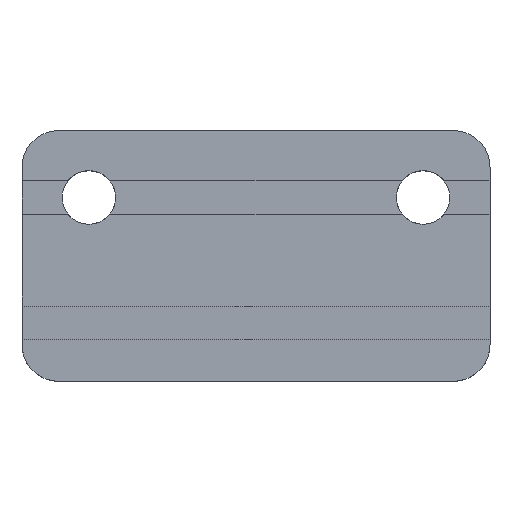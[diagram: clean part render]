
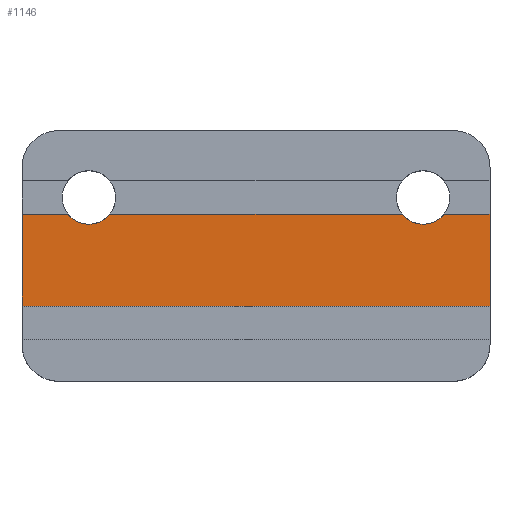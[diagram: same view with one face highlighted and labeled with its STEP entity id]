
A CAD part, top view. The second image highlights one B-rep face of the part: STEP entity #1146.
In plain terms, the highlighted planar face has unit normal (0, 0, 1).
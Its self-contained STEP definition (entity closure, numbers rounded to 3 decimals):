
#32 = PLANE('',#33);
#33 = AXIS2_PLACEMENT_3D('',#34,#35,#36);
#34 = CARTESIAN_POINT('',(-14.,-7.5,0.));
#35 = DIRECTION('',(1.,0.,0.));
#36 = DIRECTION('',(0.,0.,1.));
#221 = VERTEX_POINT('',#222);
#222 = CARTESIAN_POINT('',(-14.,2.5,3.));
#235 = PLANE('',#236);
#236 = AXIS2_PLACEMENT_3D('',#237,#238,#239);
#237 = CARTESIAN_POINT('',(-15.,2.5,2.));
#238 = DIRECTION('',(0.,1.,0.));
#239 = DIRECTION('',(0.,0.,1.));
#246 = EDGE_CURVE('',#247,#221,#249,.T.);
#247 = VERTEX_POINT('',#248);
#248 = CARTESIAN_POINT('',(-14.,-3.,3.));
#249 = SURFACE_CURVE('',#250,(#254,#261),.PCURVE_S1.);
#250 = LINE('',#251,#252);
#251 = CARTESIAN_POINT('',(-14.,-7.5,3.));
#252 = VECTOR('',#253,1.);
#253 = DIRECTION('',(0.,1.,0.));
#254 = PCURVE('',#32,#255);
#255 = DEFINITIONAL_REPRESENTATION('',(#256),#260);
#256 = LINE('',#257,#258);
#257 = CARTESIAN_POINT('',(3.,0.));
#258 = VECTOR('',#259,1.);
#259 = DIRECTION('',(0.,-1.));
#260 = ( GEOMETRIC_REPRESENTATION_CONTEXT(2) 
PARAMETRIC_REPRESENTATION_CONTEXT() REPRESENTATION_CONTEXT('2D SPACE',''
  ) );
#261 = PCURVE('',#262,#267);
#262 = PLANE('',#263);
#263 = AXIS2_PLACEMENT_3D('',#264,#265,#266);
#264 = CARTESIAN_POINT('',(-14.,-7.5,3.));
#265 = DIRECTION('',(0.,0.,1.));
#266 = DIRECTION('',(1.,0.,0.));
#267 = DEFINITIONAL_REPRESENTATION('',(#268),#272);
#268 = LINE('',#269,#270);
#269 = CARTESIAN_POINT('',(0.,0.));
#270 = VECTOR('',#271,1.);
#271 = DIRECTION('',(0.,1.));
#272 = ( GEOMETRIC_REPRESENTATION_CONTEXT(2) 
PARAMETRIC_REPRESENTATION_CONTEXT() REPRESENTATION_CONTEXT('2D SPACE',''
  ) );
#289 = PLANE('',#290);
#290 = AXIS2_PLACEMENT_3D('',#291,#292,#293);
#291 = CARTESIAN_POINT('',(-15.,-3.,2.));
#292 = DIRECTION('',(0.,1.,0.));
#293 = DIRECTION('',(0.,0.,1.));
#451 = PLANE('',#452);
#452 = AXIS2_PLACEMENT_3D('',#453,#454,#455);
#453 = CARTESIAN_POINT('',(14.,-7.5,0.));
#454 = DIRECTION('',(1.,0.,0.));
#455 = DIRECTION('',(0.,0.,1.));
#760 = CYLINDRICAL_SURFACE('',#761,1.6);
#761 = AXIS2_PLACEMENT_3D('',#762,#763,#764);
#762 = CARTESIAN_POINT('',(-10.,3.5,-1.));
#763 = DIRECTION('',(0.,0.,1.));
#764 = DIRECTION('',(1.,0.,0.));
#791 = CYLINDRICAL_SURFACE('',#792,1.6);
#792 = AXIS2_PLACEMENT_3D('',#793,#794,#795);
#793 = CARTESIAN_POINT('',(10.,3.5,-1.));
#794 = DIRECTION('',(0.,0.,1.));
#795 = DIRECTION('',(1.,0.,0.));
#909 = EDGE_CURVE('',#910,#247,#912,.T.);
#910 = VERTEX_POINT('',#911);
#911 = CARTESIAN_POINT('',(14.,-3.,3.));
#912 = SURFACE_CURVE('',#913,(#917,#923),.PCURVE_S1.);
#913 = LINE('',#914,#915);
#914 = CARTESIAN_POINT('',(-14.5,-3.,3.));
#915 = VECTOR('',#916,1.);
#916 = DIRECTION('',(-1.,0.,0.));
#917 = PCURVE('',#289,#918);
#918 = DEFINITIONAL_REPRESENTATION('',(#919),#922);
#919 = B_SPLINE_CURVE_WITH_KNOTS('',1,(#920,#921),.UNSPECIFIED.,.F.,.F.,
  (2,2),(-31.3,2.3),.PIECEWISE_BEZIER_KNOTS.);
#920 = CARTESIAN_POINT('',(1.,31.8));
#921 = CARTESIAN_POINT('',(1.,-1.8));
#922 = ( GEOMETRIC_REPRESENTATION_CONTEXT(2) 
PARAMETRIC_REPRESENTATION_CONTEXT() REPRESENTATION_CONTEXT('2D SPACE',''
  ) );
#923 = PCURVE('',#262,#924);
#924 = DEFINITIONAL_REPRESENTATION('',(#925),#928);
#925 = B_SPLINE_CURVE_WITH_KNOTS('',1,(#926,#927),.UNSPECIFIED.,.F.,.F.,
  (2,2),(-31.3,2.3),.PIECEWISE_BEZIER_KNOTS.);
#926 = CARTESIAN_POINT('',(30.8,4.5));
#927 = CARTESIAN_POINT('',(-2.8,4.5));
#928 = ( GEOMETRIC_REPRESENTATION_CONTEXT(2) 
PARAMETRIC_REPRESENTATION_CONTEXT() REPRESENTATION_CONTEXT('2D SPACE',''
  ) );
#1146 = ADVANCED_FACE('',(#1147),#262,.T.);
#1147 = FACE_BOUND('',#1148,.T.);
#1148 = EDGE_LOOP('',(#1149,#1150,#1151,#1174,#1200,#1224,#1250,#1274));
#1149 = ORIENTED_EDGE('',*,*,#246,.F.);
#1150 = ORIENTED_EDGE('',*,*,#909,.F.);
#1151 = ORIENTED_EDGE('',*,*,#1152,.T.);
#1152 = EDGE_CURVE('',#910,#1153,#1155,.T.);
#1153 = VERTEX_POINT('',#1154);
#1154 = CARTESIAN_POINT('',(14.,2.5,3.));
#1155 = SURFACE_CURVE('',#1156,(#1160,#1167),.PCURVE_S1.);
#1156 = LINE('',#1157,#1158);
#1157 = CARTESIAN_POINT('',(14.,-7.5,3.));
#1158 = VECTOR('',#1159,1.);
#1159 = DIRECTION('',(0.,1.,0.));
#1160 = PCURVE('',#262,#1161);
#1161 = DEFINITIONAL_REPRESENTATION('',(#1162),#1166);
#1162 = LINE('',#1163,#1164);
#1163 = CARTESIAN_POINT('',(28.,0.));
#1164 = VECTOR('',#1165,1.);
#1165 = DIRECTION('',(0.,1.));
#1166 = ( GEOMETRIC_REPRESENTATION_CONTEXT(2) 
PARAMETRIC_REPRESENTATION_CONTEXT() REPRESENTATION_CONTEXT('2D SPACE',''
  ) );
#1167 = PCURVE('',#451,#1168);
#1168 = DEFINITIONAL_REPRESENTATION('',(#1169),#1173);
#1169 = LINE('',#1170,#1171);
#1170 = CARTESIAN_POINT('',(3.,0.));
#1171 = VECTOR('',#1172,1.);
#1172 = DIRECTION('',(0.,-1.));
#1173 = ( GEOMETRIC_REPRESENTATION_CONTEXT(2) 
PARAMETRIC_REPRESENTATION_CONTEXT() REPRESENTATION_CONTEXT('2D SPACE',''
  ) );
#1174 = ORIENTED_EDGE('',*,*,#1175,.T.);
#1175 = EDGE_CURVE('',#1153,#1176,#1178,.T.);
#1176 = VERTEX_POINT('',#1177);
#1177 = CARTESIAN_POINT('',(11.249,2.5,3.));
#1178 = SURFACE_CURVE('',#1179,(#1183,#1189),.PCURVE_S1.);
#1179 = LINE('',#1180,#1181);
#1180 = CARTESIAN_POINT('',(-14.5,2.5,3.));
#1181 = VECTOR('',#1182,1.);
#1182 = DIRECTION('',(-1.,0.,0.));
#1183 = PCURVE('',#262,#1184);
#1184 = DEFINITIONAL_REPRESENTATION('',(#1185),#1188);
#1185 = B_SPLINE_CURVE_WITH_KNOTS('',1,(#1186,#1187),.UNSPECIFIED.,.F.,
  .F.,(2,2),(-29.875,-25.374),.PIECEWISE_BEZIER_KNOTS.);
#1186 = CARTESIAN_POINT('',(29.375,10.));
#1187 = CARTESIAN_POINT('',(24.874,10.));
#1188 = ( GEOMETRIC_REPRESENTATION_CONTEXT(2) 
PARAMETRIC_REPRESENTATION_CONTEXT() REPRESENTATION_CONTEXT('2D SPACE',''
  ) );
#1189 = PCURVE('',#1190,#1195);
#1190 = PLANE('',#1191);
#1191 = AXIS2_PLACEMENT_3D('',#1192,#1193,#1194);
#1192 = CARTESIAN_POINT('',(-15.,2.5,2.));
#1193 = DIRECTION('',(0.,1.,0.));
#1194 = DIRECTION('',(0.,0.,1.));
#1195 = DEFINITIONAL_REPRESENTATION('',(#1196),#1199);
#1196 = B_SPLINE_CURVE_WITH_KNOTS('',1,(#1197,#1198),.UNSPECIFIED.,.F.,
  .F.,(2,2),(-29.875,-25.374),.PIECEWISE_BEZIER_KNOTS.);
#1197 = CARTESIAN_POINT('',(1.,30.375));
#1198 = CARTESIAN_POINT('',(1.,25.874));
#1199 = ( GEOMETRIC_REPRESENTATION_CONTEXT(2) 
PARAMETRIC_REPRESENTATION_CONTEXT() REPRESENTATION_CONTEXT('2D SPACE',''
  ) );
#1200 = ORIENTED_EDGE('',*,*,#1201,.F.);
#1201 = EDGE_CURVE('',#1202,#1176,#1204,.T.);
#1202 = VERTEX_POINT('',#1203);
#1203 = CARTESIAN_POINT('',(8.751,2.5,3.));
#1204 = SURFACE_CURVE('',#1205,(#1210,#1217),.PCURVE_S1.);
#1205 = CIRCLE('',#1206,1.6);
#1206 = AXIS2_PLACEMENT_3D('',#1207,#1208,#1209);
#1207 = CARTESIAN_POINT('',(10.,3.5,3.));
#1208 = DIRECTION('',(0.,0.,1.));
#1209 = DIRECTION('',(1.,0.,0.));
#1210 = PCURVE('',#262,#1211);
#1211 = DEFINITIONAL_REPRESENTATION('',(#1212),#1216);
#1212 = CIRCLE('',#1213,1.6);
#1213 = AXIS2_PLACEMENT_2D('',#1214,#1215);
#1214 = CARTESIAN_POINT('',(24.,11.));
#1215 = DIRECTION('',(1.,0.));
#1216 = ( GEOMETRIC_REPRESENTATION_CONTEXT(2) 
PARAMETRIC_REPRESENTATION_CONTEXT() REPRESENTATION_CONTEXT('2D SPACE',''
  ) );
#1217 = PCURVE('',#791,#1218);
#1218 = DEFINITIONAL_REPRESENTATION('',(#1219),#1223);
#1219 = LINE('',#1220,#1221);
#1220 = CARTESIAN_POINT('',(0.,4.));
#1221 = VECTOR('',#1222,1.);
#1222 = DIRECTION('',(1.,0.));
#1223 = ( GEOMETRIC_REPRESENTATION_CONTEXT(2) 
PARAMETRIC_REPRESENTATION_CONTEXT() REPRESENTATION_CONTEXT('2D SPACE',''
  ) );
#1224 = ORIENTED_EDGE('',*,*,#1225,.T.);
#1225 = EDGE_CURVE('',#1202,#1226,#1228,.T.);
#1226 = VERTEX_POINT('',#1227);
#1227 = CARTESIAN_POINT('',(-8.751,2.5,3.));
#1228 = SURFACE_CURVE('',#1229,(#1233,#1239),.PCURVE_S1.);
#1229 = LINE('',#1230,#1231);
#1230 = CARTESIAN_POINT('',(-14.5,2.5,3.));
#1231 = VECTOR('',#1232,1.);
#1232 = DIRECTION('',(-1.,0.,0.));
#1233 = PCURVE('',#262,#1234);
#1234 = DEFINITIONAL_REPRESENTATION('',(#1235),#1238);
#1235 = B_SPLINE_CURVE_WITH_KNOTS('',1,(#1236,#1237),.UNSPECIFIED.,.F.,
  .F.,(2,2),(-25.001,-3.999),.PIECEWISE_BEZIER_KNOTS.);
#1236 = CARTESIAN_POINT('',(24.501,10.));
#1237 = CARTESIAN_POINT('',(3.499,10.));
#1238 = ( GEOMETRIC_REPRESENTATION_CONTEXT(2) 
PARAMETRIC_REPRESENTATION_CONTEXT() REPRESENTATION_CONTEXT('2D SPACE',''
  ) );
#1239 = PCURVE('',#1240,#1245);
#1240 = PLANE('',#1241);
#1241 = AXIS2_PLACEMENT_3D('',#1242,#1243,#1244);
#1242 = CARTESIAN_POINT('',(-15.,2.5,2.));
#1243 = DIRECTION('',(0.,1.,0.));
#1244 = DIRECTION('',(0.,0.,1.));
#1245 = DEFINITIONAL_REPRESENTATION('',(#1246),#1249);
#1246 = B_SPLINE_CURVE_WITH_KNOTS('',1,(#1247,#1248),.UNSPECIFIED.,.F.,
  .F.,(2,2),(-25.001,-3.999),.PIECEWISE_BEZIER_KNOTS.);
#1247 = CARTESIAN_POINT('',(1.,25.501));
#1248 = CARTESIAN_POINT('',(1.,4.499));
#1249 = ( GEOMETRIC_REPRESENTATION_CONTEXT(2) 
PARAMETRIC_REPRESENTATION_CONTEXT() REPRESENTATION_CONTEXT('2D SPACE',''
  ) );
#1250 = ORIENTED_EDGE('',*,*,#1251,.F.);
#1251 = EDGE_CURVE('',#1252,#1226,#1254,.T.);
#1252 = VERTEX_POINT('',#1253);
#1253 = CARTESIAN_POINT('',(-11.249,2.5,3.));
#1254 = SURFACE_CURVE('',#1255,(#1260,#1267),.PCURVE_S1.);
#1255 = CIRCLE('',#1256,1.6);
#1256 = AXIS2_PLACEMENT_3D('',#1257,#1258,#1259);
#1257 = CARTESIAN_POINT('',(-10.,3.5,3.));
#1258 = DIRECTION('',(0.,0.,1.));
#1259 = DIRECTION('',(1.,0.,0.));
#1260 = PCURVE('',#262,#1261);
#1261 = DEFINITIONAL_REPRESENTATION('',(#1262),#1266);
#1262 = CIRCLE('',#1263,1.6);
#1263 = AXIS2_PLACEMENT_2D('',#1264,#1265);
#1264 = CARTESIAN_POINT('',(4.,11.));
#1265 = DIRECTION('',(1.,0.));
#1266 = ( GEOMETRIC_REPRESENTATION_CONTEXT(2) 
PARAMETRIC_REPRESENTATION_CONTEXT() REPRESENTATION_CONTEXT('2D SPACE',''
  ) );
#1267 = PCURVE('',#760,#1268);
#1268 = DEFINITIONAL_REPRESENTATION('',(#1269),#1273);
#1269 = LINE('',#1270,#1271);
#1270 = CARTESIAN_POINT('',(0.,4.));
#1271 = VECTOR('',#1272,1.);
#1272 = DIRECTION('',(1.,0.));
#1273 = ( GEOMETRIC_REPRESENTATION_CONTEXT(2) 
PARAMETRIC_REPRESENTATION_CONTEXT() REPRESENTATION_CONTEXT('2D SPACE',''
  ) );
#1274 = ORIENTED_EDGE('',*,*,#1275,.T.);
#1275 = EDGE_CURVE('',#1252,#221,#1276,.T.);
#1276 = SURFACE_CURVE('',#1277,(#1281,#1287),.PCURVE_S1.);
#1277 = LINE('',#1278,#1279);
#1278 = CARTESIAN_POINT('',(-14.5,2.5,3.));
#1279 = VECTOR('',#1280,1.);
#1280 = DIRECTION('',(-1.,0.,0.));
#1281 = PCURVE('',#262,#1282);
#1282 = DEFINITIONAL_REPRESENTATION('',(#1283),#1286);
#1283 = B_SPLINE_CURVE_WITH_KNOTS('',1,(#1284,#1285),.UNSPECIFIED.,.F.,
  .F.,(2,2),(-3.626,0.875),.PIECEWISE_BEZIER_KNOTS.);
#1284 = CARTESIAN_POINT('',(3.126,10.));
#1285 = CARTESIAN_POINT('',(-1.375,10.));
#1286 = ( GEOMETRIC_REPRESENTATION_CONTEXT(2) 
PARAMETRIC_REPRESENTATION_CONTEXT() REPRESENTATION_CONTEXT('2D SPACE',''
  ) );
#1287 = PCURVE('',#235,#1288);
#1288 = DEFINITIONAL_REPRESENTATION('',(#1289),#1292);
#1289 = B_SPLINE_CURVE_WITH_KNOTS('',1,(#1290,#1291),.UNSPECIFIED.,.F.,
  .F.,(2,2),(-3.626,0.875),.PIECEWISE_BEZIER_KNOTS.);
#1290 = CARTESIAN_POINT('',(1.,4.126));
#1291 = CARTESIAN_POINT('',(1.,-0.375));
#1292 = ( GEOMETRIC_REPRESENTATION_CONTEXT(2) 
PARAMETRIC_REPRESENTATION_CONTEXT() REPRESENTATION_CONTEXT('2D SPACE',''
  ) );
